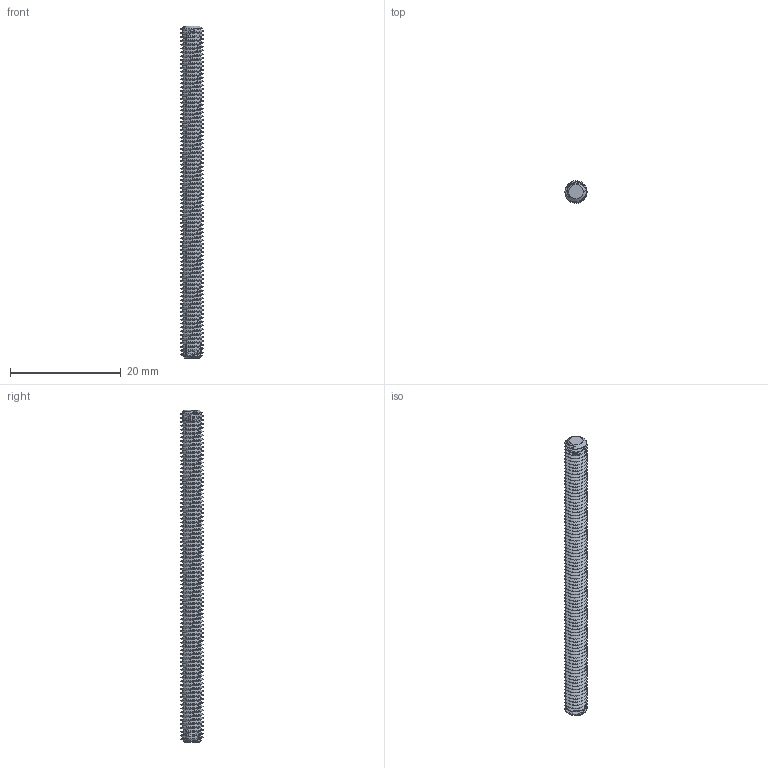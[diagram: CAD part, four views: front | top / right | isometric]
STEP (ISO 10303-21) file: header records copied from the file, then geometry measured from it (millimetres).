
FILE_DESCRIPTION (( 'STEP AP203' ), '1' );
FILE_NAME ('2808-0004-0060.STEP', '2018-04-17T16:23:47', ( '' ), ( '' ), 'SwSTEP 2.0', 'SolidWorks 2016', '' );
FILE_SCHEMA (( 'CONFIG_CONTROL_DESIGN' ));
Length unit declared in the file: millimetre
Products named in the file (1): 2808-0004-0060
Bounding box: 4 x 4 x 60 mm (x, y, z)
Volume: 595.3 mm3; surface area: 1179.4 mm2
Topology: 1 solids, 1 shells, 350 faces, 1043 edges, 695 vertices
Faces by surface type: cylinder 342, cone 4, bspline 2, plane 2
Entity records: 19275 total; most frequent: CARTESIAN_POINT 11850, ORIENTED_EDGE 2086, DIRECTION 1060, EDGE_CURVE 1043, VERTEX_POINT 695, AXIS2_PLACEMENT_3D 358, EDGE_LOOP 350, ADVANCED_FACE 350
